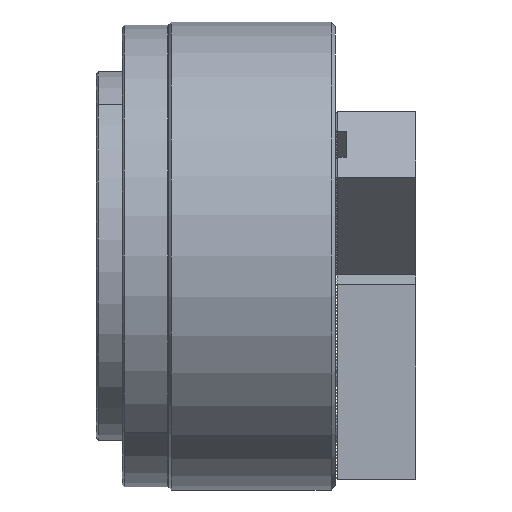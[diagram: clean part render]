
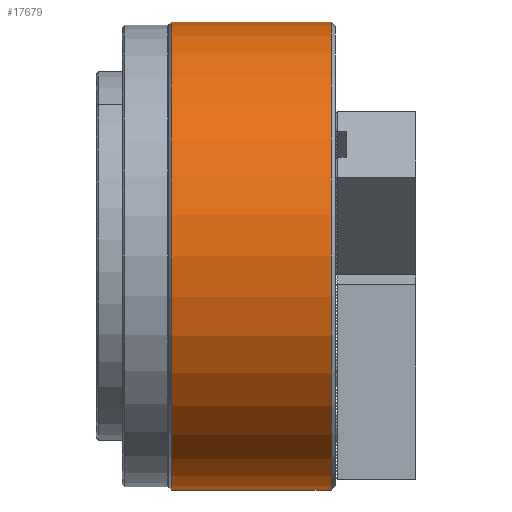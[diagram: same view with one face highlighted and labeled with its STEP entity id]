
A CAD part, front view. The second image highlights one B-rep face of the part: STEP entity #17679.
In plain terms, the highlighted cylindrical face has radius 107.5 mm (diameter 215 mm), a partial arc.
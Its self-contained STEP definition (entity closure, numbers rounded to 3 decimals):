
#4851 = EDGE_CURVE ( 'NONE', #39148, #17065, #7356, .T. ) ;
#6931 = CARTESIAN_POINT ( 'NONE',  ( 74.5, 0., 107.5 ) ) ;
#7356 = CIRCLE ( 'NONE', #18886, 107.5 ) ;
#8609 = DIRECTION ( 'NONE',  ( -1., 0., 0. ) ) ;
#8760 = DIRECTION ( 'NONE',  ( -1., 0., 0. ) ) ;
#8858 = CIRCLE ( 'NONE', #10624, 107.5 ) ;
#10607 = AXIS2_PLACEMENT_3D ( 'NONE', #32963, #8609, #30035 ) ;
#10624 = AXIS2_PLACEMENT_3D ( 'NONE', #14212, #35630, #17306 ) ;
#11413 = VERTEX_POINT ( 'NONE', #35395 ) ;
#12907 = ORIENTED_EDGE ( 'NONE', *, *, #27063, .T. ) ;
#14212 = CARTESIAN_POINT ( 'NONE',  ( 74.5, 0., 0. ) ) ;
#14736 = DIRECTION ( 'NONE',  ( 1., 0., 0. ) ) ;
#15558 = FACE_OUTER_BOUND ( 'NONE', #38354, .T. ) ;
#16794 = DIRECTION ( 'NONE',  ( -1., 0., 0. ) ) ;
#17065 = VERTEX_POINT ( 'NONE', #39018 ) ;
#17164 = LINE ( 'NONE', #32043, #31537 ) ;
#17306 = DIRECTION ( 'NONE',  ( 0., 0., -1. ) ) ;
#17334 = VERTEX_POINT ( 'NONE', #6931 ) ;
#17679 = ADVANCED_FACE ( 'NONE', ( #15558 ), #27065, .T. ) ;
#17974 = CARTESIAN_POINT ( 'NONE',  ( 76.5, 0., -107.5 ) ) ;
#18886 = AXIS2_PLACEMENT_3D ( 'NONE', #33083, #14736, #36147 ) ;
#19760 = LINE ( 'NONE', #17974, #27931 ) ;
#23336 = ORIENTED_EDGE ( 'NONE', *, *, #38371, .T. ) ;
#23593 = EDGE_CURVE ( 'NONE', #11413, #17065, #19760, .T. ) ;
#25621 = ORIENTED_EDGE ( 'NONE', *, *, #23593, .F. ) ;
#27063 = EDGE_CURVE ( 'NONE', #17334, #39148, #17164, .T. ) ;
#27065 = CYLINDRICAL_SURFACE ( 'NONE', #10607, 107.5 ) ;
#27931 = VECTOR ( 'NONE', #8760, 1000. ) ;
#30035 = DIRECTION ( 'NONE',  ( 0., 0., 1. ) ) ;
#31537 = VECTOR ( 'NONE', #16794, 1000. ) ;
#32043 = CARTESIAN_POINT ( 'NONE',  ( 76.5, 0., 107.5 ) ) ;
#32963 = CARTESIAN_POINT ( 'NONE',  ( 76.5, 0., 0. ) ) ;
#33083 = CARTESIAN_POINT ( 'NONE',  ( 1., 0., 0. ) ) ;
#34037 = ORIENTED_EDGE ( 'NONE', *, *, #4851, .T. ) ;
#35395 = CARTESIAN_POINT ( 'NONE',  ( 74.5, 0., -107.5 ) ) ;
#35630 = DIRECTION ( 'NONE',  ( -1., 0., 0. ) ) ;
#36147 = DIRECTION ( 'NONE',  ( 0., 0., -1. ) ) ;
#38354 = EDGE_LOOP ( 'NONE', ( #25621, #23336, #12907, #34037 ) ) ;
#38371 = EDGE_CURVE ( 'NONE', #11413, #17334, #8858, .T. ) ;
#39018 = CARTESIAN_POINT ( 'NONE',  ( 1., 0., -107.5 ) ) ;
#39042 = CARTESIAN_POINT ( 'NONE',  ( 1., 0., 107.5 ) ) ;
#39148 = VERTEX_POINT ( 'NONE', #39042 ) ;
